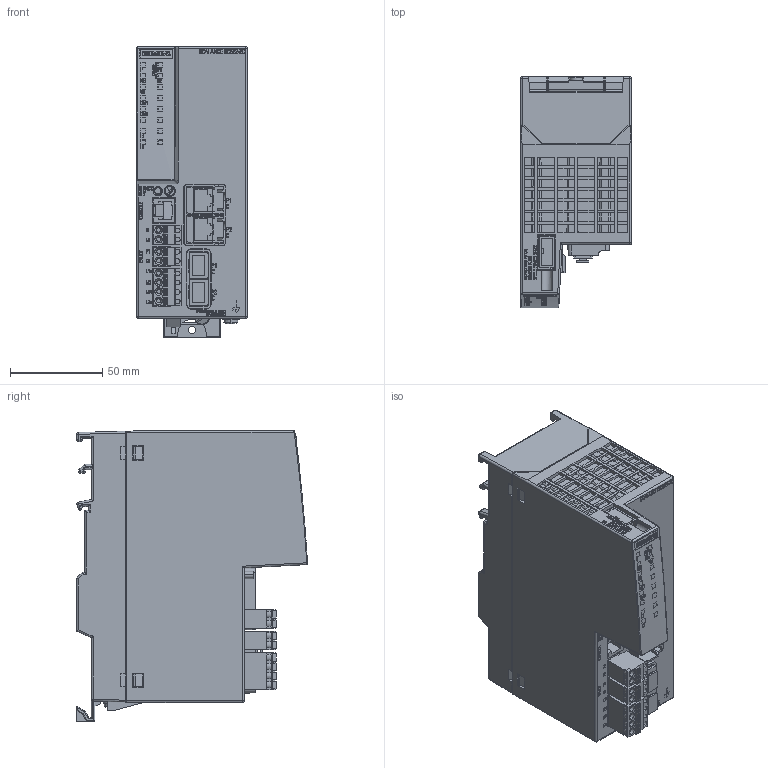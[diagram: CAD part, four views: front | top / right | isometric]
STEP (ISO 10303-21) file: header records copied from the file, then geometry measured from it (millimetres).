
FILE_DESCRIPTION(/* description */ (''),/* implementation_level */ '2;1');
FILE_NAME(/* name */ '6GK5622-2GS00-2AC2_3d.stp',/* time_stamp */ '2022-02-21T10:10:48+01:00',/* author */ (''),/* organization */ (''),/* preprocessor_version */ 'ST-DEVELOPER v18.1',/* originating_system */ 'SIEMENS PLM Software NX 1973',/* authorisation */ '');
FILE_SCHEMA (('AUTOMOTIVE_DESIGN { 1 0 10303 214 3 1 1 1 }'));
Products named in the file (8): Beschriftung; Stecker_1; Adapter; Kappe; C-Plug; Body; Stecker_2; 036_6GK5622-2GS00-2AC2_stp
Assembly tree (8 placements, depth 2):
  036_6GK5622-2GS00-2AC2_stp
    Stecker_2  x2
    Body
    C-Plug
    Kappe
    Adapter
    Stecker_1
    Beschriftung
Bounding box: 60 x 125 x 157.25 mm (x, y, z)
Volume: 770577.5 mm3; surface area: 101329.4 mm2
Topology: 8 solids, 170 shells, 3090 faces, 9426 edges, 6714 vertices
Faces by surface type: plane 2260, cylinder 745, cone 27, sphere 26, bspline 19, torus 10, extrusion 3
Entity records: 132002 total; most frequent: CARTESIAN_POINT 30075, ORIENTED_EDGE 16461, DIRECTION 15954, EDGE_CURVE 9070, VECTOR 6816, LINE 6813, VERTEX_POINT 6500, AXIS2_PLACEMENT_3D 4569
